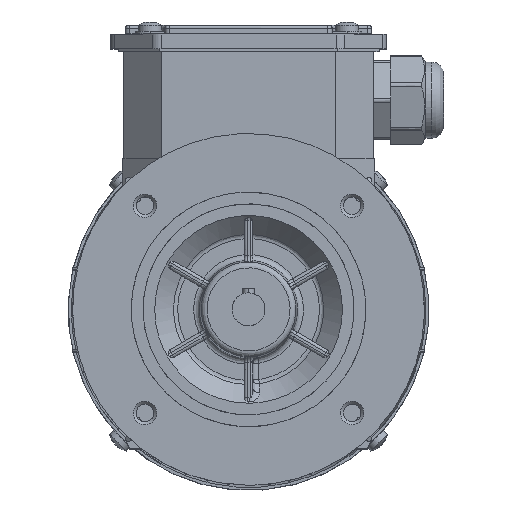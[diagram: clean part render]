
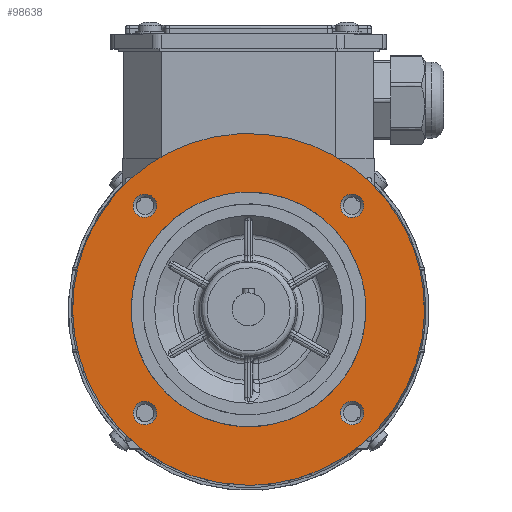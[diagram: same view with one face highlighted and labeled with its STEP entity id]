
A CAD part, top view. The second image highlights one B-rep face of the part: STEP entity #98638.
In plain terms, the highlighted free-form (B-spline) face has degree [1, 1] with [2, 2] control points.
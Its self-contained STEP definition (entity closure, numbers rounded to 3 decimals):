
#6845=CARTESIAN_POINT('V4615',(31.355,
   -35.355,-20.805));
#6846=VERTEX_POINT('V4615',#6845);
#6872=CARTESIAN_POINT('E7215',(31.355,
   -35.355,-20.805));
#6873=CARTESIAN_POINT('E7215',(31.355,
   -42.284,-20.805));
#6874=CARTESIAN_POINT('E7215',(37.355,
   -38.819,-20.805));
#6875=CARTESIAN_POINT('E7215',(43.355,
   -35.355,-20.805));
#6876=CARTESIAN_POINT('E7215',(37.355,
   -31.891,-20.805));
#6877=CARTESIAN_POINT('E7215',(31.355,
   -28.427,-20.805));
#6878=CARTESIAN_POINT('E7215',(31.355,
   -35.355,-20.805));
#6886=(BOUNDED_CURVE()B_SPLINE_CURVE(2,(#6872,#6873,#6874,#6875,
   #6876,#6877,#6878),.CIRCULAR_ARC.,.T.,.U.)
   B_SPLINE_CURVE_WITH_KNOTS((3,2,2,3),(2.0,7.924,
   13.848,19.772),.UNSPECIFIED.)CURVE()
   GEOMETRIC_REPRESENTATION_ITEM()RATIONAL_B_SPLINE_CURVE((1.0,
   0.5,1.0,0.5,1.0,0.5,1.0)
   )REPRESENTATION_ITEM('E7215'));
#6887=EDGE_CURVE('E7215',#6846,#6846,#6886,.T.);
#8211=CARTESIAN_POINT('V4614',(-35.355,
   -31.355,-20.805));
#8212=VERTEX_POINT('V4614',#8211);
#8238=CARTESIAN_POINT('E7213',(-35.355,
   -31.355,-20.805));
#8239=CARTESIAN_POINT('E7213',(-42.284,
   -31.355,-20.805));
#8240=CARTESIAN_POINT('E7213',(-38.819,
   -37.355,-20.805));
#8241=CARTESIAN_POINT('E7213',(-35.355,
   -43.355,-20.805));
#8242=CARTESIAN_POINT('E7213',(-31.891,
   -37.355,-20.805));
#8243=CARTESIAN_POINT('E7213',(-28.427,
   -31.355,-20.805));
#8244=CARTESIAN_POINT('E7213',(-35.355,
   -31.355,-20.805));
#8252=(BOUNDED_CURVE()B_SPLINE_CURVE(2,(#8238,#8239,#8240,#8241,
   #8242,#8243,#8244),.CIRCULAR_ARC.,.T.,.U.)
   B_SPLINE_CURVE_WITH_KNOTS((3,2,2,3),(2.0,7.924,
   13.848,19.772),.UNSPECIFIED.)CURVE()
   GEOMETRIC_REPRESENTATION_ITEM()RATIONAL_B_SPLINE_CURVE((1.0,
   0.5,1.0,0.5,1.0,0.5,1.0)
   )REPRESENTATION_ITEM('E7213'));
#8253=EDGE_CURVE('E7213',#8212,#8212,#8252,.T.);
#11033=CARTESIAN_POINT('V4617',(-31.355,
   35.355,-20.805));
#11034=VERTEX_POINT('V4617',#11033);
#11060=CARTESIAN_POINT('E7219',(-31.355,
   35.355,-20.805));
#11061=CARTESIAN_POINT('E7219',(-31.355,
   42.284,-20.805));
#11062=CARTESIAN_POINT('E7219',(-37.355,
   38.819,-20.805));
#11063=CARTESIAN_POINT('E7219',(-43.355,
   35.355,-20.805));
#11064=CARTESIAN_POINT('E7219',(-37.355,
   31.891,-20.805));
#11065=CARTESIAN_POINT('E7219',(-31.355,
   28.427,-20.805));
#11066=CARTESIAN_POINT('E7219',(-31.355,
   35.355,-20.805));
#11074=(BOUNDED_CURVE()B_SPLINE_CURVE(2,(#11060,#11061,#11062,
   #11063,#11064,#11065,#11066),.CIRCULAR_ARC.,.T.,.U.)
   B_SPLINE_CURVE_WITH_KNOTS((3,2,2,3),(2.0,7.924,
   13.848,19.772),.UNSPECIFIED.)CURVE()
   GEOMETRIC_REPRESENTATION_ITEM()RATIONAL_B_SPLINE_CURVE((1.0,
   0.5,1.0,0.5,1.0,0.5,1.0)
   )REPRESENTATION_ITEM('E7219'));
#11075=EDGE_CURVE('E7219',#11034,#11034,#11074,.T.);
#36527=CARTESIAN_POINT('V4616',(35.355,
   31.355,-20.805));
#36528=VERTEX_POINT('V4616',#36527);
#36554=CARTESIAN_POINT('E7217',(35.355,
   31.355,-20.805));
#36555=CARTESIAN_POINT('E7217',(42.284,
   31.355,-20.805));
#36556=CARTESIAN_POINT('E7217',(38.819,
   37.355,-20.805));
#36557=CARTESIAN_POINT('E7217',(35.355,
   43.355,-20.805));
#36558=CARTESIAN_POINT('E7217',(31.891,
   37.355,-20.805));
#36559=CARTESIAN_POINT('E7217',(28.427,
   31.355,-20.805));
#36560=CARTESIAN_POINT('E7217',(35.355,
   31.355,-20.805));
#36568=(BOUNDED_CURVE()B_SPLINE_CURVE(2,(#36554,#36555,#36556,
   #36557,#36558,#36559,#36560),.CIRCULAR_ARC.,.T.,.U.)
   B_SPLINE_CURVE_WITH_KNOTS((3,2,2,3),(2.0,7.924,
   13.848,19.772),.UNSPECIFIED.)CURVE()
   GEOMETRIC_REPRESENTATION_ITEM()RATIONAL_B_SPLINE_CURVE((1.0,
   0.5,1.0,0.5,1.0,0.5,1.0)
   )REPRESENTATION_ITEM('E7217'));
#36569=EDGE_CURVE('E7217',#36528,#36528,#36568,.T.);
#98568=CARTESIAN_POINT('V4613',(0.,-60.0,
   -20.805));
#98569=VERTEX_POINT('V4613',#98568);
#98570=CARTESIAN_POINT('E7210',(0.,-60.0,
   -20.805));
#98571=CARTESIAN_POINT('E7210',(-103.923,-60.0,
   -20.805));
#98572=CARTESIAN_POINT('E7210',(-51.962,30.0,
   -20.805));
#98573=CARTESIAN_POINT('E7210',(0.,120.0,
   -20.805));
#98574=CARTESIAN_POINT('E7210',(51.962,30.0,
   -20.805));
#98575=CARTESIAN_POINT('E7210',(103.923,-60.0,
   -20.805));
#98576=CARTESIAN_POINT('E7210',(0.,-60.0,
   -20.805));
#98584=(BOUNDED_CURVE()B_SPLINE_CURVE(2,(#98570,#98571,#98572,
   #98573,#98574,#98575,#98576),.CIRCULAR_ARC.,.T.,.U.)
   B_SPLINE_CURVE_WITH_KNOTS((3,2,2,3),(0.0,0.333,
   0.667,1.0),.UNSPECIFIED.)CURVE()
   GEOMETRIC_REPRESENTATION_ITEM()RATIONAL_B_SPLINE_CURVE((1.0,
   0.5,1.0,0.5,1.0,0.5,1.0)
   )REPRESENTATION_ITEM('E7210'));
#98585=EDGE_CURVE('E7210',#98569,#98569,#98584,.T.);
#98597=CARTESIAN_POINT('F2691',(-75.663,
   76.446,-20.805));
#98598=CARTESIAN_POINT('F2691',(75.663,
   76.446,-20.805));
#98599=CARTESIAN_POINT('F2691',(-75.663,
   -76.446,-20.805));
#98600=CARTESIAN_POINT('F2691',(75.663,
   -76.446,-20.805));
#98601=QUASI_UNIFORM_SURFACE('F2691',1,1,((#98597,#98599),(#98598,
   #98600)),.PLANE_SURF.,.F.,.F.,.U.);
#98602=ORIENTED_EDGE('E7210',*,*,#98585,.F.);
#98603=EDGE_LOOP('F2691',(#98602));
#98604=FACE_OUTER_BOUND('F2691',#98603,.T.);
#98605=ORIENTED_EDGE('F2686',*,*,#8253,.F.);
#98606=EDGE_LOOP('F2691',(#98605));
#98607=FACE_BOUND('F2691',#98606,.T.);
#98608=ORIENTED_EDGE('F2687',*,*,#6887,.F.);
#98609=EDGE_LOOP('F2691',(#98608));
#98610=FACE_BOUND('F2691',#98609,.T.);
#98611=ORIENTED_EDGE('F2688',*,*,#36569,.F.);
#98612=EDGE_LOOP('F2691',(#98611));
#98613=FACE_BOUND('F2691',#98612,.T.);
#98614=ORIENTED_EDGE('F2689',*,*,#11075,.F.);
#98615=EDGE_LOOP('F2691',(#98614));
#98616=FACE_BOUND('F2691',#98615,.T.);
#98617=CARTESIAN_POINT('V4619',(0.,40.0,
   -20.805));
#98618=VERTEX_POINT('V4619',#98617);
#98619=CARTESIAN_POINT('E7222',(0.,40.0,
   -20.805));
#98620=CARTESIAN_POINT('E7222',(-69.282,40.0,
   -20.805));
#98621=CARTESIAN_POINT('E7222',(-34.641,-20.0,
   -20.805));
#98622=CARTESIAN_POINT('E7222',(0.,-80.0,
   -20.805));
#98623=CARTESIAN_POINT('E7222',(34.641,-20.0,
   -20.805));
#98624=CARTESIAN_POINT('E7222',(69.282,40.0,
   -20.805));
#98625=CARTESIAN_POINT('E7222',(0.,40.0,
   -20.805));
#98633=(BOUNDED_CURVE()B_SPLINE_CURVE(2,(#98619,#98620,#98621,
   #98622,#98623,#98624,#98625),.CIRCULAR_ARC.,.T.,.U.)
   B_SPLINE_CURVE_WITH_KNOTS((3,2,2,3),(0.0,46.188,
   92.376,138.564),.UNSPECIFIED.)CURVE()
   GEOMETRIC_REPRESENTATION_ITEM()RATIONAL_B_SPLINE_CURVE((1.0,
   0.5,1.0,0.5,1.0,0.5,1.0)
   )REPRESENTATION_ITEM('E7222'));
#98634=EDGE_CURVE('E7222',#98618,#98618,#98633,.T.);
#98635=ORIENTED_EDGE('E7222',*,*,#98634,.F.);
#98636=EDGE_LOOP('F2691',(#98635));
#98637=FACE_BOUND('F2691',#98636,.T.);
#98638=ADVANCED_FACE('F2691',(#98604,#98607,#98610,#98613,#98616,
   #98637),#98601,.F.);
